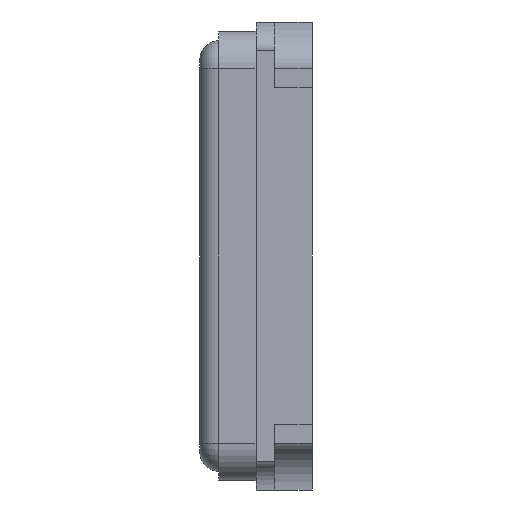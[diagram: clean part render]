
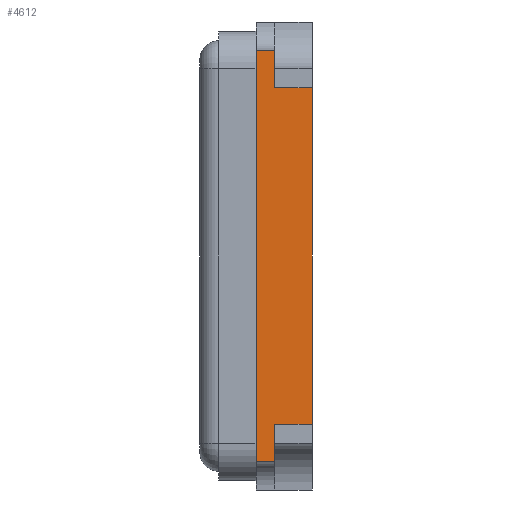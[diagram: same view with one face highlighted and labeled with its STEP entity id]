
A CAD part, left-side view. The second image highlights one B-rep face of the part: STEP entity #4612.
In plain terms, the highlighted planar face has unit normal (-1, 0, 0).
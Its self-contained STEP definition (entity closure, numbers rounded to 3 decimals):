
#117 = DIRECTION ( 'NONE',  ( 0., -1., 0. ) ) ;
#158 = CARTESIAN_POINT ( 'NONE',  ( -0.435, -0.1, 1.46 ) ) ;
#242 = CARTESIAN_POINT ( 'NONE',  ( -0.435, -0.3, 1.11 ) ) ;
#305 = EDGE_CURVE ( 'NONE', #427, #4302, #3332, .T. ) ;
#427 = VERTEX_POINT ( 'NONE', #2456 ) ;
#564 = CARTESIAN_POINT ( 'NONE',  ( -0.435, -0.3, 1.11 ) ) ;
#579 = ORIENTED_EDGE ( 'NONE', *, *, #4359, .T. ) ;
#630 = DIRECTION ( 'NONE',  ( -1., 0., 0. ) ) ;
#637 = VECTOR ( 'NONE', #2490, 1000. ) ;
#750 = LINE ( 'NONE', #1791, #2755 ) ;
#843 = CARTESIAN_POINT ( 'NONE',  ( -0.435, 0., 3.46 ) ) ;
#1091 = VERTEX_POINT ( 'NONE', #3836 ) ;
#1136 = CARTESIAN_POINT ( 'NONE',  ( -0.435, -0.1, 1.46 ) ) ;
#1226 = CARTESIAN_POINT ( 'NONE',  ( -0.435, 0., 1.26 ) ) ;
#1265 = VECTOR ( 'NONE', #1981, 1000. ) ;
#1317 = PLANE ( 'NONE',  #2277 ) ;
#1325 = LINE ( 'NONE', #564, #637 ) ;
#1394 = VERTEX_POINT ( 'NONE', #4228 ) ;
#1427 = EDGE_CURVE ( 'NONE', #2255, #1587, #3181, .T. ) ;
#1587 = VERTEX_POINT ( 'NONE', #843 ) ;
#1588 = EDGE_CURVE ( 'NONE', #1394, #1807, #1325, .T. ) ;
#1595 = CARTESIAN_POINT ( 'NONE',  ( -0.435, -0.1, 1.46 ) ) ;
#1610 = CARTESIAN_POINT ( 'NONE',  ( -0.435, 0., 3.46 ) ) ;
#1791 = CARTESIAN_POINT ( 'NONE',  ( -0.435, -0.1, 3.26 ) ) ;
#1807 = VERTEX_POINT ( 'NONE', #2934 ) ;
#1843 = ORIENTED_EDGE ( 'NONE', *, *, #3692, .F. ) ;
#1934 = LINE ( 'NONE', #1595, #4007 ) ;
#1980 = VECTOR ( 'NONE', #4347, 1000. ) ;
#1981 = DIRECTION ( 'NONE',  ( 0., -1., 0. ) ) ;
#2115 = CARTESIAN_POINT ( 'NONE',  ( -0.435, -0.1, 3.61 ) ) ;
#2224 = FACE_OUTER_BOUND ( 'NONE', #4439, .T. ) ;
#2229 = EDGE_CURVE ( 'NONE', #1587, #427, #4752, .T. ) ;
#2233 = LINE ( 'NONE', #1226, #1265 ) ;
#2255 = VERTEX_POINT ( 'NONE', #3176 ) ;
#2277 = AXIS2_PLACEMENT_3D ( 'NONE', #242, #630, #4737 ) ;
#2355 = ORIENTED_EDGE ( 'NONE', *, *, #305, .F. ) ;
#2405 = LINE ( 'NONE', #1136, #4142 ) ;
#2456 = CARTESIAN_POINT ( 'NONE',  ( -0.435, -0.1, 3.46 ) ) ;
#2490 = DIRECTION ( 'NONE',  ( 0., 0., 1. ) ) ;
#2570 = ORIENTED_EDGE ( 'NONE', *, *, #2229, .F. ) ;
#2755 = VECTOR ( 'NONE', #4860, 1000. ) ;
#2934 = CARTESIAN_POINT ( 'NONE',  ( -0.435, -0.3, 3.26 ) ) ;
#2942 = ORIENTED_EDGE ( 'NONE', *, *, #4401, .F. ) ;
#3010 = ORIENTED_EDGE ( 'NONE', *, *, #1427, .F. ) ;
#3037 = CARTESIAN_POINT ( 'NONE',  ( -0.435, -0.1, 3.26 ) ) ;
#3074 = CARTESIAN_POINT ( 'NONE',  ( -0.435, 0., 1.11 ) ) ;
#3176 = CARTESIAN_POINT ( 'NONE',  ( -0.435, 0., 1.26 ) ) ;
#3181 = LINE ( 'NONE', #3074, #3535 ) ;
#3332 = LINE ( 'NONE', #2115, #4473 ) ;
#3343 = VERTEX_POINT ( 'NONE', #158 ) ;
#3535 = VECTOR ( 'NONE', #3783, 1000. ) ;
#3692 = EDGE_CURVE ( 'NONE', #4302, #1807, #750, .T. ) ;
#3783 = DIRECTION ( 'NONE',  ( 0., 0., 1. ) ) ;
#3836 = CARTESIAN_POINT ( 'NONE',  ( -0.435, -0.1, 1.26 ) ) ;
#4007 = VECTOR ( 'NONE', #4231, 1000. ) ;
#4142 = VECTOR ( 'NONE', #117, 1000. ) ;
#4228 = CARTESIAN_POINT ( 'NONE',  ( -0.435, -0.3, 1.46 ) ) ;
#4231 = DIRECTION ( 'NONE',  ( 0., 0., -1. ) ) ;
#4302 = VERTEX_POINT ( 'NONE', #3037 ) ;
#4347 = DIRECTION ( 'NONE',  ( 0., -1., 0. ) ) ;
#4358 = DIRECTION ( 'NONE',  ( 0., 0., -1. ) ) ;
#4359 = EDGE_CURVE ( 'NONE', #3343, #1394, #2405, .T. ) ;
#4401 = EDGE_CURVE ( 'NONE', #3343, #1091, #1934, .T. ) ;
#4439 = EDGE_LOOP ( 'NONE', ( #4548, #2942, #579, #4451, #1843, #2355, #2570, #3010 ) ) ;
#4451 = ORIENTED_EDGE ( 'NONE', *, *, #1588, .T. ) ;
#4461 = EDGE_CURVE ( 'NONE', #2255, #1091, #2233, .T. ) ;
#4473 = VECTOR ( 'NONE', #4358, 1000. ) ;
#4548 = ORIENTED_EDGE ( 'NONE', *, *, #4461, .T. ) ;
#4612 = ADVANCED_FACE ( 'NONE', ( #2224 ), #1317, .T. ) ;
#4737 = DIRECTION ( 'NONE',  ( 0., 0., 1. ) ) ;
#4752 = LINE ( 'NONE', #1610, #1980 ) ;
#4860 = DIRECTION ( 'NONE',  ( 0., -1., 0. ) ) ;
